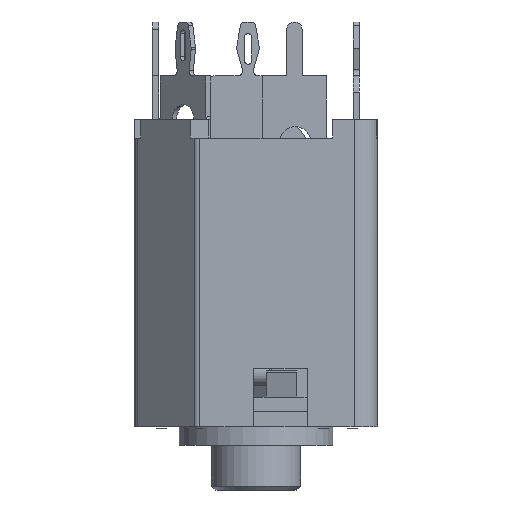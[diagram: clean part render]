
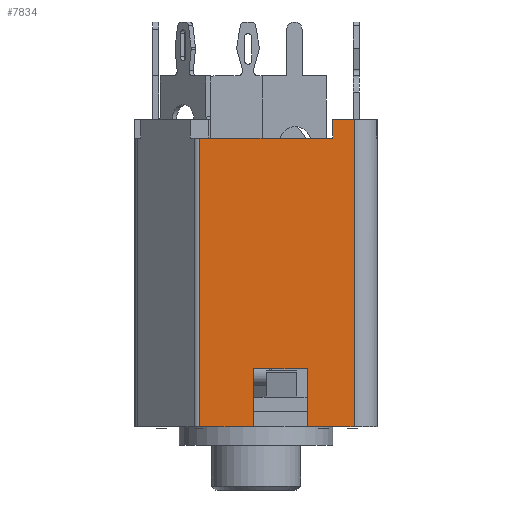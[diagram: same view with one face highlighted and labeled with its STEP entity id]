
A CAD part, front view. The second image highlights one B-rep face of the part: STEP entity #7834.
In plain terms, the highlighted planar face has unit normal (0, -1, 0).
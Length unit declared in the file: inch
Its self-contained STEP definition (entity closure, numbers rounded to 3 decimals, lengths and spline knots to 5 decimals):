
#346=FACE_OUTER_BOUND('',#638,.T.);
#638=EDGE_LOOP('',(#5775,#5776,#5777,#5778,#5779,#5780,#5781,#5782,#5783,
#5784));
#1132=LINE('',#11654,#2130);
#1140=LINE('',#11674,#2138);
#1141=LINE('',#11676,#2139);
#1142=LINE('',#11678,#2140);
#1143=LINE('',#11680,#2141);
#1144=LINE('',#11682,#2142);
#1145=LINE('',#11684,#2143);
#1146=LINE('',#11686,#2144);
#1147=LINE('',#11688,#2145);
#1148=LINE('',#11689,#2146);
#2130=VECTOR('',#8933,0.74016);
#2138=VECTOR('',#8953,0.1383);
#2139=VECTOR('',#8954,0.14961);
#2140=VECTOR('',#8955,0.1378);
#2141=VECTOR('',#8956,0.14961);
#2142=VECTOR('',#8957,0.11969);
#2143=VECTOR('',#8958,0.7874);
#2144=VECTOR('',#8959,0.05512);
#2145=VECTOR('',#8960,0.04724);
#2146=VECTOR('',#8961,0.34067);
#3371=VERTEX_POINT('',#11651);
#3372=VERTEX_POINT('',#11653);
#3378=VERTEX_POINT('',#11673);
#3379=VERTEX_POINT('',#11675);
#3380=VERTEX_POINT('',#11677);
#3381=VERTEX_POINT('',#11679);
#3382=VERTEX_POINT('',#11681);
#3383=VERTEX_POINT('',#11683);
#3384=VERTEX_POINT('',#11685);
#3385=VERTEX_POINT('',#11687);
#4426=EDGE_CURVE('',#3371,#3372,#1132,.T.);
#4437=EDGE_CURVE('',#3378,#3371,#1140,.T.);
#4438=EDGE_CURVE('',#3378,#3379,#1141,.T.);
#4439=EDGE_CURVE('',#3379,#3380,#1142,.T.);
#4440=EDGE_CURVE('',#3380,#3381,#1143,.T.);
#4441=EDGE_CURVE('',#3382,#3381,#1144,.T.);
#4442=EDGE_CURVE('',#3383,#3382,#1145,.T.);
#4443=EDGE_CURVE('',#3383,#3384,#1146,.T.);
#4444=EDGE_CURVE('',#3385,#3384,#1147,.T.);
#4445=EDGE_CURVE('',#3385,#3372,#1148,.T.);
#5775=ORIENTED_EDGE('',*,*,#4426,.F.);
#5776=ORIENTED_EDGE('',*,*,#4437,.F.);
#5777=ORIENTED_EDGE('',*,*,#4438,.T.);
#5778=ORIENTED_EDGE('',*,*,#4439,.T.);
#5779=ORIENTED_EDGE('',*,*,#4440,.T.);
#5780=ORIENTED_EDGE('',*,*,#4441,.F.);
#5781=ORIENTED_EDGE('',*,*,#4442,.F.);
#5782=ORIENTED_EDGE('',*,*,#4443,.T.);
#5783=ORIENTED_EDGE('',*,*,#4444,.F.);
#5784=ORIENTED_EDGE('',*,*,#4445,.T.);
#7328=PLANE('',#8195);
#7834=ADVANCED_FACE('',(#346),#7328,.T.);
#8195=AXIS2_PLACEMENT_3D('',#11672,#8951,#8952);
#8933=DIRECTION('',(0.,0.,1.));
#8951=DIRECTION('center_axis',(0.,-1.,0.));
#8952=DIRECTION('ref_axis',(0.,0.,-1.));
#8953=DIRECTION('',(-1.,0.,0.));
#8954=DIRECTION('',(0.,0.,1.));
#8955=DIRECTION('',(1.,0.,0.));
#8956=DIRECTION('',(0.,0.,-1.));
#8957=DIRECTION('',(-1.,0.,0.));
#8958=DIRECTION('',(0.,0.,-1.));
#8959=DIRECTION('',(-1.,0.,0.));
#8960=DIRECTION('',(0.,0.,1.));
#8961=DIRECTION('',(-1.,0.,0.));
#11651=CARTESIAN_POINT('',(0.16563,-0.19872,0.));
#11653=CARTESIAN_POINT('',(0.16563,-0.19872,0.74016));
#11654=CARTESIAN_POINT('',(0.16563,-0.19872,0.));
#11672=CARTESIAN_POINT('Origin',(0.62047,-0.19872,0.));
#11673=CARTESIAN_POINT('',(0.30394,-0.19872,0.));
#11674=CARTESIAN_POINT('',(0.30394,-0.19872,0.));
#11675=CARTESIAN_POINT('',(0.30394,-0.19872,0.14961));
#11676=CARTESIAN_POINT('',(0.30394,-0.19872,0.));
#11677=CARTESIAN_POINT('',(0.44173,-0.19872,0.14961));
#11678=CARTESIAN_POINT('',(0.30394,-0.19872,0.14961));
#11679=CARTESIAN_POINT('',(0.44173,-0.19872,0.));
#11680=CARTESIAN_POINT('',(0.44173,-0.19872,0.14961));
#11681=CARTESIAN_POINT('',(0.56142,-0.19872,0.));
#11682=CARTESIAN_POINT('',(0.56142,-0.19872,0.));
#11683=CARTESIAN_POINT('',(0.56142,-0.19872,0.7874));
#11684=CARTESIAN_POINT('',(0.56142,-0.19872,0.7874));
#11685=CARTESIAN_POINT('',(0.5063,-0.19872,0.7874));
#11686=CARTESIAN_POINT('',(0.56142,-0.19872,0.7874));
#11687=CARTESIAN_POINT('',(0.5063,-0.19872,0.74016));
#11688=CARTESIAN_POINT('',(0.5063,-0.19872,0.74016));
#11689=CARTESIAN_POINT('',(0.5063,-0.19872,0.74016));
